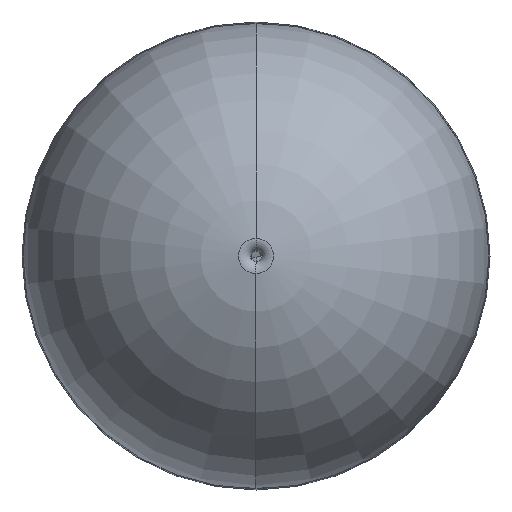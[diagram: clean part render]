
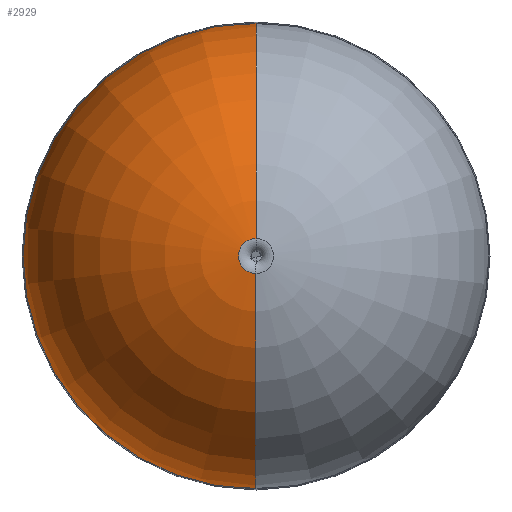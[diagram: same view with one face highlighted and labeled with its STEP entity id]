
A CAD part, left-side view. The second image highlights one B-rep face of the part: STEP entity #2929.
In plain terms, the highlighted toroidal (fillet/blend) face has major radius 0.019 mm and minor radius 5.972 mm.
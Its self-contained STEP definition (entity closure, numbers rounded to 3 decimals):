
#31 = ORIENTED_EDGE ( 'NONE', *, *, #2854, .T. ) ;
#38 = DIRECTION ( 'NONE',  ( 0., 0., -1. ) ) ;
#122 = VERTEX_POINT ( 'NONE', #3044 ) ;
#138 = AXIS2_PLACEMENT_3D ( 'NONE', #2428, #2179, #3129 ) ;
#164 = VERTEX_POINT ( 'NONE', #2748 ) ;
#278 = VERTEX_POINT ( 'NONE', #3117 ) ;
#330 = CARTESIAN_POINT ( 'NONE',  ( 6.238, 0., 0. ) ) ;
#465 = CIRCLE ( 'NONE', #138, 5.972 ) ;
#529 = FACE_OUTER_BOUND ( 'NONE', #3146, .T. ) ;
#539 = DIRECTION ( 'NONE',  ( -1., 0., 0. ) ) ;
#583 = CARTESIAN_POINT ( 'NONE',  ( 6.271, 0., -0.019 ) ) ;
#1286 = CIRCLE ( 'NONE', #1663, 0.448 ) ;
#1317 = ORIENTED_EDGE ( 'NONE', *, *, #1554, .F. ) ;
#1488 = AXIS2_PLACEMENT_3D ( 'NONE', #330, #1882, #2353 ) ;
#1554 = EDGE_CURVE ( 'NONE', #164, #122, #1286, .T. ) ;
#1562 = DIRECTION ( 'NONE',  ( 0., -1., 0. ) ) ;
#1663 = AXIS2_PLACEMENT_3D ( 'NONE', #2736, #3238, #2471 ) ;
#1760 = CIRCLE ( 'NONE', #1488, 5.953 ) ;
#1806 = DIRECTION ( 'NONE',  ( 0., 0., 1. ) ) ;
#1882 = DIRECTION ( 'NONE',  ( -1., 0., 0. ) ) ;
#2095 = EDGE_CURVE ( 'NONE', #3080, #122, #465, .T. ) ;
#2111 = ORIENTED_EDGE ( 'NONE', *, *, #2834, .F. ) ;
#2142 = AXIS2_PLACEMENT_3D ( 'NONE', #2838, #539, #1806 ) ;
#2179 = DIRECTION ( 'NONE',  ( 0., 1., 0. ) ) ;
#2258 = ORIENTED_EDGE ( 'NONE', *, *, #2095, .T. ) ;
#2353 = DIRECTION ( 'NONE',  ( 0., 0., 1. ) ) ;
#2428 = CARTESIAN_POINT ( 'NONE',  ( 6.271, 0., 0.019 ) ) ;
#2459 = CIRCLE ( 'NONE', #2817, 5.972 ) ;
#2460 = CARTESIAN_POINT ( 'NONE',  ( 6.238, 0., -5.953 ) ) ;
#2471 = DIRECTION ( 'NONE',  ( 0., 0., 1. ) ) ;
#2736 = CARTESIAN_POINT ( 'NONE',  ( 0.318, 0., 0. ) ) ;
#2748 = CARTESIAN_POINT ( 'NONE',  ( 0.318, 0., 0.448 ) ) ;
#2817 = AXIS2_PLACEMENT_3D ( 'NONE', #583, #1562, #38 ) ;
#2834 = EDGE_CURVE ( 'NONE', #278, #164, #2459, .T. ) ;
#2838 = CARTESIAN_POINT ( 'NONE',  ( 6.271, 0., 0. ) ) ;
#2854 = EDGE_CURVE ( 'NONE', #278, #3080, #1760, .T. ) ;
#2929 = ADVANCED_FACE ( 'NONE', ( #529 ), #3152, .T. ) ;
#3044 = CARTESIAN_POINT ( 'NONE',  ( 0.318, 0., -0.448 ) ) ;
#3080 = VERTEX_POINT ( 'NONE', #2460 ) ;
#3117 = CARTESIAN_POINT ( 'NONE',  ( 6.238, 0., 5.953 ) ) ;
#3129 = DIRECTION ( 'NONE',  ( 0., 0., 1. ) ) ;
#3146 = EDGE_LOOP ( 'NONE', ( #31, #2258, #1317, #2111 ) ) ;
#3152 = TOROIDAL_SURFACE ( 'NONE', #2142, -0.019, 5.972 ) ;
#3238 = DIRECTION ( 'NONE',  ( -1., 0., 0. ) ) ;
